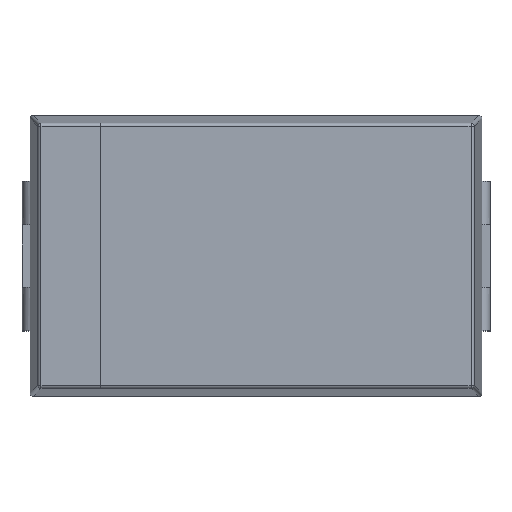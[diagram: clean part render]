
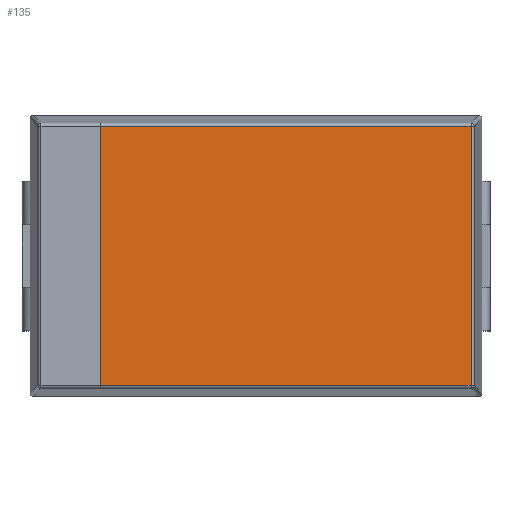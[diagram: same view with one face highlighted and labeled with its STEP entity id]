
A CAD part, top view. The second image highlights one B-rep face of the part: STEP entity #135.
In plain terms, the highlighted planar face has unit normal (0, 0, 1).
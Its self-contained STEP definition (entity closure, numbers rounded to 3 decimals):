
#135=ADVANCED_FACE('',(#959),#961,.T.);
#959=FACE_BOUND('',#960,.T.);
#960=EDGE_LOOP('',(#1815,#1816,#1817,#1818));
#961=PLANE('',#962);
#962=AXIS2_PLACEMENT_3D('',#963,#964,#965);
#963=CARTESIAN_POINT('',(0.,0.,3.1));
#964=DIRECTION('',(0.,0.,1.));
#965=DIRECTION('',(1.,0.,0.));
#1815=ORIENTED_EDGE('',*,*,#2232,.T.);
#1816=ORIENTED_EDGE('',*,*,#2248,.T.);
#1817=ORIENTED_EDGE('',*,*,#2240,.T.);
#1818=ORIENTED_EDGE('',*,*,#2249,.T.);
#2232=EDGE_CURVE('',#2452,#2457,#2459,.T.);
#2240=EDGE_CURVE('',#2473,#2465,#2474,.T.);
#2248=EDGE_CURVE('',#2457,#2473,#2486,.T.);
#2249=EDGE_CURVE('',#2465,#2452,#2487,.T.);
#2452=VERTEX_POINT('',#2819);
#2457=VERTEX_POINT('',#2829);
#2459=LINE('',#2834,#2835);
#2465=VERTEX_POINT('',#2849);
#2473=VERTEX_POINT('',#2867);
#2474=LINE('',#2868,#2869);
#2486=LINE('',#2899,#2900);
#2487=LINE('',#2902,#2903);
#2819=CARTESIAN_POINT('',(-2.494,-2.076,3.1));
#2829=CARTESIAN_POINT('',(3.446,-2.076,3.1));
#2834=CARTESIAN_POINT('',(-2.494,-2.076,3.1));
#2835=VECTOR('',#2836,1.);
#2836=DIRECTION('',(1.,0.,0.));
#2849=CARTESIAN_POINT('',(-2.494,2.076,3.1));
#2867=CARTESIAN_POINT('',(3.446,2.076,3.1));
#2868=CARTESIAN_POINT('',(3.446,2.076,3.1));
#2869=VECTOR('',#2870,1.);
#2870=DIRECTION('',(-1.,0.,0.));
#2899=CARTESIAN_POINT('',(3.446,-2.076,3.1));
#2900=VECTOR('',#2901,1.);
#2901=DIRECTION('',(0.,1.,0.));
#2902=CARTESIAN_POINT('',(-2.494,2.076,3.1));
#2903=VECTOR('',#2904,1.);
#2904=DIRECTION('',(0.,-1.,0.));
